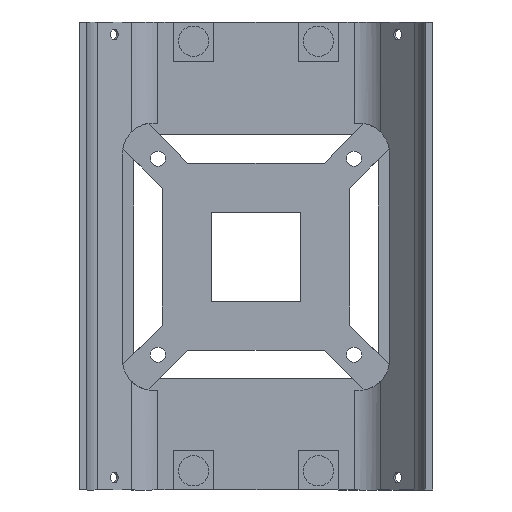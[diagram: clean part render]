
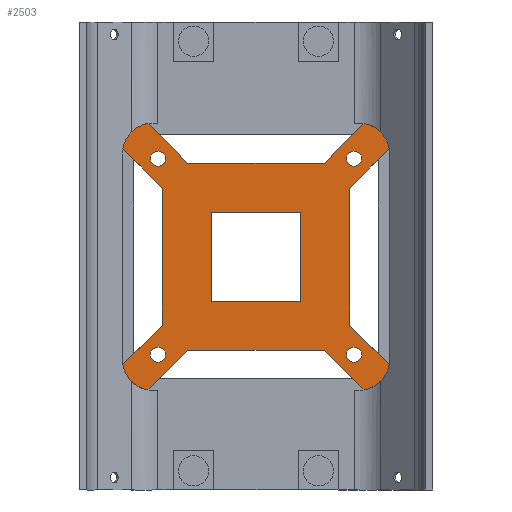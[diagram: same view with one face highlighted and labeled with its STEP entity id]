
A CAD part, front view. The second image highlights one B-rep face of the part: STEP entity #2503.
In plain terms, the highlighted planar face has unit normal (0, -1, 0).
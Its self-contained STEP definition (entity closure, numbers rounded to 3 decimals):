
#19=FACE_BOUND('',#263,.T.);
#20=FACE_BOUND('',#264,.T.);
#21=FACE_BOUND('',#265,.T.);
#22=FACE_BOUND('',#266,.T.);
#23=FACE_BOUND('',#267,.T.);
#131=FACE_OUTER_BOUND('',#262,.T.);
#262=EDGE_LOOP('',(#1713,#1714,#1715,#1716,#1717,#1718,#1719,#1720,#1721,
#1722,#1723,#1724,#1725,#1726,#1727,#1728));
#263=EDGE_LOOP('',(#1729,#1730,#1731,#1732));
#264=EDGE_LOOP('',(#1733));
#265=EDGE_LOOP('',(#1734));
#266=EDGE_LOOP('',(#1735));
#267=EDGE_LOOP('',(#1736));
#437=LINE('',#3747,#705);
#438=LINE('',#3749,#706);
#439=LINE('',#3751,#707);
#440=LINE('',#3752,#708);
#441=LINE('',#3754,#709);
#442=LINE('',#3756,#710);
#443=LINE('',#3757,#711);
#444=LINE('',#3759,#712);
#445=LINE('',#3761,#713);
#446=LINE('',#3763,#714);
#447=LINE('',#3767,#715);
#448=LINE('',#3768,#716);
#449=LINE('',#3771,#717);
#450=LINE('',#3773,#718);
#451=LINE('',#3775,#719);
#452=LINE('',#3776,#720);
#705=VECTOR('',#2954,10.);
#706=VECTOR('',#2955,10.);
#707=VECTOR('',#2956,10.);
#708=VECTOR('',#2957,10.);
#709=VECTOR('',#2958,10.);
#710=VECTOR('',#2959,10.);
#711=VECTOR('',#2960,10.);
#712=VECTOR('',#2961,10.);
#713=VECTOR('',#2962,10.);
#714=VECTOR('',#2963,10.);
#715=VECTOR('',#2966,10.);
#716=VECTOR('',#2967,10.);
#717=VECTOR('',#2968,10.);
#718=VECTOR('',#2969,10.);
#719=VECTOR('',#2970,10.);
#720=VECTOR('',#2971,10.);
#947=CIRCLE('',#2652,7.);
#948=CIRCLE('',#2657,7.);
#949=CIRCLE('',#2659,7.);
#950=CIRCLE('',#2663,7.);
#951=CIRCLE('',#2664,1.7);
#952=CIRCLE('',#2665,1.7);
#953=CIRCLE('',#2666,1.7);
#954=CIRCLE('',#2667,1.7);
#1043=VERTEX_POINT('',#3652);
#1044=VERTEX_POINT('',#3654);
#1056=VERTEX_POINT('',#3689);
#1060=VERTEX_POINT('',#3705);
#1061=VERTEX_POINT('',#3709);
#1062=VERTEX_POINT('',#3711);
#1074=VERTEX_POINT('',#3746);
#1075=VERTEX_POINT('',#3748);
#1076=VERTEX_POINT('',#3750);
#1077=VERTEX_POINT('',#3753);
#1078=VERTEX_POINT('',#3755);
#1079=VERTEX_POINT('',#3758);
#1080=VERTEX_POINT('',#3760);
#1081=VERTEX_POINT('',#3762);
#1082=VERTEX_POINT('',#3764);
#1083=VERTEX_POINT('',#3766);
#1084=VERTEX_POINT('',#3769);
#1085=VERTEX_POINT('',#3770);
#1086=VERTEX_POINT('',#3772);
#1087=VERTEX_POINT('',#3774);
#1088=VERTEX_POINT('',#3777);
#1089=VERTEX_POINT('',#3779);
#1090=VERTEX_POINT('',#3781);
#1091=VERTEX_POINT('',#3783);
#1296=EDGE_CURVE('',#1044,#1043,#947,.T.);
#1314=EDGE_CURVE('',#1056,#1060,#948,.T.);
#1316=EDGE_CURVE('',#1062,#1061,#949,.T.);
#1329=EDGE_CURVE('',#1074,#1044,#437,.T.);
#1330=EDGE_CURVE('',#1043,#1075,#438,.T.);
#1331=EDGE_CURVE('',#1075,#1076,#439,.T.);
#1332=EDGE_CURVE('',#1076,#1056,#440,.T.);
#1333=EDGE_CURVE('',#1060,#1077,#441,.T.);
#1334=EDGE_CURVE('',#1077,#1078,#442,.T.);
#1335=EDGE_CURVE('',#1078,#1062,#443,.T.);
#1336=EDGE_CURVE('',#1061,#1079,#444,.T.);
#1337=EDGE_CURVE('',#1079,#1080,#445,.T.);
#1338=EDGE_CURVE('',#1080,#1081,#446,.T.);
#1339=EDGE_CURVE('',#1081,#1082,#950,.T.);
#1340=EDGE_CURVE('',#1082,#1083,#447,.T.);
#1341=EDGE_CURVE('',#1083,#1074,#448,.T.);
#1342=EDGE_CURVE('',#1084,#1085,#449,.T.);
#1343=EDGE_CURVE('',#1085,#1086,#450,.T.);
#1344=EDGE_CURVE('',#1086,#1087,#451,.T.);
#1345=EDGE_CURVE('',#1087,#1084,#452,.T.);
#1346=EDGE_CURVE('',#1088,#1088,#951,.T.);
#1347=EDGE_CURVE('',#1089,#1089,#952,.T.);
#1348=EDGE_CURVE('',#1090,#1090,#953,.T.);
#1349=EDGE_CURVE('',#1091,#1091,#954,.T.);
#1713=ORIENTED_EDGE('',*,*,#1329,.T.);
#1714=ORIENTED_EDGE('',*,*,#1296,.T.);
#1715=ORIENTED_EDGE('',*,*,#1330,.T.);
#1716=ORIENTED_EDGE('',*,*,#1331,.T.);
#1717=ORIENTED_EDGE('',*,*,#1332,.T.);
#1718=ORIENTED_EDGE('',*,*,#1314,.T.);
#1719=ORIENTED_EDGE('',*,*,#1333,.T.);
#1720=ORIENTED_EDGE('',*,*,#1334,.T.);
#1721=ORIENTED_EDGE('',*,*,#1335,.T.);
#1722=ORIENTED_EDGE('',*,*,#1316,.T.);
#1723=ORIENTED_EDGE('',*,*,#1336,.T.);
#1724=ORIENTED_EDGE('',*,*,#1337,.T.);
#1725=ORIENTED_EDGE('',*,*,#1338,.T.);
#1726=ORIENTED_EDGE('',*,*,#1339,.T.);
#1727=ORIENTED_EDGE('',*,*,#1340,.T.);
#1728=ORIENTED_EDGE('',*,*,#1341,.T.);
#1729=ORIENTED_EDGE('',*,*,#1342,.T.);
#1730=ORIENTED_EDGE('',*,*,#1343,.T.);
#1731=ORIENTED_EDGE('',*,*,#1344,.T.);
#1732=ORIENTED_EDGE('',*,*,#1345,.T.);
#1733=ORIENTED_EDGE('',*,*,#1346,.T.);
#1734=ORIENTED_EDGE('',*,*,#1347,.T.);
#1735=ORIENTED_EDGE('',*,*,#1348,.T.);
#1736=ORIENTED_EDGE('',*,*,#1349,.T.);
#2417=PLANE('',#2662);
#2503=ADVANCED_FACE('',(#131,#19,#20,#21,#22,#23),#2417,.T.);
#2652=AXIS2_PLACEMENT_3D('',#3655,#2911,#2912);
#2657=AXIS2_PLACEMENT_3D('',#3707,#2932,#2933);
#2659=AXIS2_PLACEMENT_3D('',#3712,#2937,#2938);
#2662=AXIS2_PLACEMENT_3D('',#3745,#2952,#2953);
#2663=AXIS2_PLACEMENT_3D('',#3765,#2964,#2965);
#2664=AXIS2_PLACEMENT_3D('',#3778,#2972,#2973);
#2665=AXIS2_PLACEMENT_3D('',#3780,#2974,#2975);
#2666=AXIS2_PLACEMENT_3D('',#3782,#2976,#2977);
#2667=AXIS2_PLACEMENT_3D('',#3784,#2978,#2979);
#2911=DIRECTION('center_axis',(0.,-1.,0.));
#2912=DIRECTION('ref_axis',(1.,0.,0.));
#2932=DIRECTION('center_axis',(0.,-1.,0.));
#2933=DIRECTION('ref_axis',(0.,0.,1.));
#2937=DIRECTION('center_axis',(0.,-1.,0.));
#2938=DIRECTION('ref_axis',(-1.,0.,0.));
#2952=DIRECTION('center_axis',(0.,-1.,0.));
#2953=DIRECTION('ref_axis',(-1.,0.,0.));
#2954=DIRECTION('',(0.707,0.,0.707));
#2955=DIRECTION('',(-0.707,0.,-0.707));
#2956=DIRECTION('',(-1.,0.,0.));
#2957=DIRECTION('',(-0.707,0.,0.707));
#2958=DIRECTION('',(0.707,0.,-0.707));
#2959=DIRECTION('',(0.,0.,-1.));
#2960=DIRECTION('',(-0.707,0.,-0.707));
#2961=DIRECTION('',(0.707,0.,0.707));
#2962=DIRECTION('',(1.,0.,0.));
#2963=DIRECTION('',(0.707,0.,-0.707));
#2964=DIRECTION('center_axis',(0.,-1.,0.));
#2965=DIRECTION('ref_axis',(0.,0.,
-1.));
#2966=DIRECTION('',(-0.707,0.,0.707));
#2967=DIRECTION('',(0.,0.,1.));
#2968=DIRECTION('',(1.,0.,0.));
#2969=DIRECTION('',(0.,0.,-1.));
#2970=DIRECTION('',(-1.,0.,0.));
#2971=DIRECTION('',(0.,0.,1.));
#2972=DIRECTION('center_axis',(0.,1.,0.));
#2973=DIRECTION('ref_axis',(-1.,0.,0.));
#2974=DIRECTION('center_axis',(0.,1.,0.));
#2975=DIRECTION('ref_axis',(-1.,0.,0.));
#2976=DIRECTION('center_axis',(0.,1.,0.));
#2977=DIRECTION('ref_axis',(-1.,0.,0.));
#2978=DIRECTION('center_axis',(0.,1.,0.));
#2979=DIRECTION('ref_axis',(-1.,0.,0.));
#3652=CARTESIAN_POINT('',(54.234,5.14,-25.47));
#3654=CARTESIAN_POINT('',(59.89,5.14,-31.127));
#3655=CARTESIAN_POINT('Origin',(53.,5.14,-32.361));
#3689=CARTESIAN_POINT('',(5.766,5.14,-25.47));
#3705=CARTESIAN_POINT('',(0.11,5.14,-31.127));
#3707=CARTESIAN_POINT('Origin',(7.,5.14,-32.361));
#3709=CARTESIAN_POINT('',(5.766,5.14,-85.251));
#3711=CARTESIAN_POINT('',(0.11,5.14,-79.594));
#3712=CARTESIAN_POINT('Origin',(7.,5.14,-78.361));
#3745=CARTESIAN_POINT('Origin',(30.,5.14,-55.361));
#3746=CARTESIAN_POINT('',(51.,5.14,-40.017));
#3747=CARTESIAN_POINT('',(54.828,5.14,-36.189));
#3748=CARTESIAN_POINT('',(45.343,5.14,-34.361));
#3749=CARTESIAN_POINT('',(40.703,5.14,-39.001));
#3750=CARTESIAN_POINT('',(14.657,5.14,-34.361));
#3751=CARTESIAN_POINT('',(13.,5.14,-34.361));
#3752=CARTESIAN_POINT('',(10.828,5.14,-30.532));
#3753=CARTESIAN_POINT('',(9.,5.14,-40.017));
#3754=CARTESIAN_POINT('',(13.641,5.14,-44.658));
#3755=CARTESIAN_POINT('',(9.,5.14,-70.704));
#3756=CARTESIAN_POINT('',(9.,5.14,-72.361));
#3757=CARTESIAN_POINT('',(5.172,5.14,-74.532));
#3758=CARTESIAN_POINT('',(14.657,5.14,-76.361));
#3759=CARTESIAN_POINT('',(19.297,5.14,-71.72));
#3760=CARTESIAN_POINT('',(45.343,5.14,-76.361));
#3761=CARTESIAN_POINT('',(47.,5.14,-76.361));
#3762=CARTESIAN_POINT('',(54.234,5.14,-85.251));
#3763=CARTESIAN_POINT('',(49.172,5.14,-80.189));
#3764=CARTESIAN_POINT('',(59.89,5.14,-79.594));
#3765=CARTESIAN_POINT('Origin',(53.,5.14,-78.361));
#3766=CARTESIAN_POINT('',(51.,5.14,-70.704));
#3767=CARTESIAN_POINT('',(46.359,5.14,-66.063));
#3768=CARTESIAN_POINT('',(51.,5.14,-38.361));
#3769=CARTESIAN_POINT('',(20.,5.14,-45.361));
#3770=CARTESIAN_POINT('',(40.,5.14,-45.361));
#3771=CARTESIAN_POINT('',(25.,5.14,-45.361));
#3772=CARTESIAN_POINT('',(40.,5.14,-65.361));
#3773=CARTESIAN_POINT('',(40.,5.14,-50.361));
#3774=CARTESIAN_POINT('',(20.,5.14,-65.361));
#3775=CARTESIAN_POINT('',(35.,5.14,-65.361));
#3776=CARTESIAN_POINT('',(20.,5.14,-60.361));
#3777=CARTESIAN_POINT('',(9.7,5.14,-33.361));
#3778=CARTESIAN_POINT('Origin',(8.,5.14,-33.361));
#3779=CARTESIAN_POINT('',(53.7,5.14,-77.361));
#3780=CARTESIAN_POINT('Origin',(52.,5.14,-77.361));
#3781=CARTESIAN_POINT('',(53.7,5.14,-33.361));
#3782=CARTESIAN_POINT('Origin',(52.,5.14,-33.361));
#3783=CARTESIAN_POINT('',(9.7,5.14,-77.361));
#3784=CARTESIAN_POINT('Origin',(8.,5.14,-77.361));
